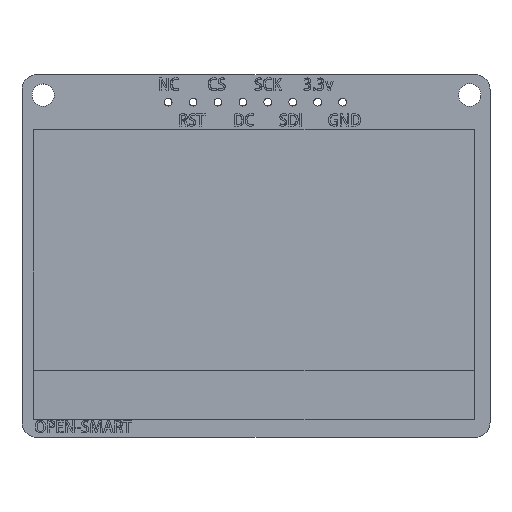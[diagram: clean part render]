
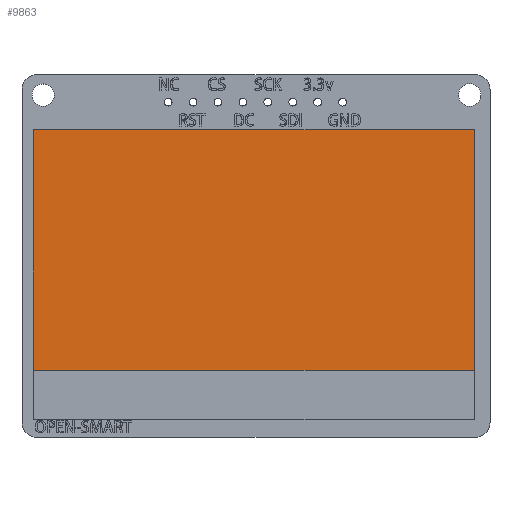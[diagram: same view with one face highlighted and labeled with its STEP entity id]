
A CAD part, top view. The second image highlights one B-rep face of the part: STEP entity #9863.
In plain terms, the highlighted planar face has unit normal (0, 0, 1).
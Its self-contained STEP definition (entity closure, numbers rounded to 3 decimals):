
#923 = CARTESIAN_POINT ( 'NONE',  ( 5.725, 246.022, 3.4 ) ) ;
#2308 = VECTOR ( 'NONE', #19386, 1000. ) ;
#2395 = ORIENTED_EDGE ( 'NONE', *, *, #20419, .F. ) ;
#3178 = VERTEX_POINT ( 'NONE', #7408 ) ;
#3416 = EDGE_CURVE ( 'NONE', #4022, #3178, #5511, .T. ) ;
#3752 = PLANE ( 'NONE',  #13600 ) ;
#4022 = VERTEX_POINT ( 'NONE', #23886 ) ;
#4237 = EDGE_CURVE ( 'NONE', #3178, #20697, #18894, .T. ) ;
#4444 = VECTOR ( 'NONE', #15685, 1000. ) ;
#4754 = DIRECTION ( 'NONE',  ( -1., 0., 0. ) ) ;
#4897 = VERTEX_POINT ( 'NONE', #16195 ) ;
#5511 = LINE ( 'NONE', #11404, #2308 ) ;
#5673 = CARTESIAN_POINT ( 'NONE',  ( 5.725, 221.507, 3.4 ) ) ;
#5870 = CARTESIAN_POINT ( 'NONE',  ( 5.725, 246.022, 3.4 ) ) ;
#7408 = CARTESIAN_POINT ( 'NONE',  ( 50.677, 246.022, 3.4 ) ) ;
#7495 = LINE ( 'NONE', #5673, #15523 ) ;
#7511 = ORIENTED_EDGE ( 'NONE', *, *, #3416, .T. ) ;
#8732 = EDGE_CURVE ( 'NONE', #20697, #4897, #17412, .T. ) ;
#9863 = ADVANCED_FACE ( 'NONE', ( #23533 ), #3752, .T. ) ;
#10882 = ORIENTED_EDGE ( 'NONE', *, *, #4237, .T. ) ;
#11404 = CARTESIAN_POINT ( 'NONE',  ( 50.677, 246.022, 3.4 ) ) ;
#13237 = ORIENTED_EDGE ( 'NONE', *, *, #8732, .T. ) ;
#13600 = AXIS2_PLACEMENT_3D ( 'NONE', #19985, #14505, #22486 ) ;
#13692 = EDGE_LOOP ( 'NONE', ( #2395, #7511, #10882, #13237 ) ) ;
#14013 = VECTOR ( 'NONE', #4754, 1000. ) ;
#14505 = DIRECTION ( 'NONE',  ( 0., 0., 1. ) ) ;
#15523 = VECTOR ( 'NONE', #19287, 1000. ) ;
#15685 = DIRECTION ( 'NONE',  ( 0., -1., 0. ) ) ;
#16195 = CARTESIAN_POINT ( 'NONE',  ( 5.725, 221.507, 3.4 ) ) ;
#17412 = LINE ( 'NONE', #5870, #4444 ) ;
#18894 = LINE ( 'NONE', #923, #14013 ) ;
#19287 = DIRECTION ( 'NONE',  ( -1., 0., 0. ) ) ;
#19386 = DIRECTION ( 'NONE',  ( 0., 1., 0. ) ) ;
#19985 = CARTESIAN_POINT ( 'NONE',  ( 0., 0., 3.4 ) ) ;
#20419 = EDGE_CURVE ( 'NONE', #4022, #4897, #7495, .T. ) ;
#20697 = VERTEX_POINT ( 'NONE', #25305 ) ;
#22486 = DIRECTION ( 'NONE',  ( 1., 0., 0. ) ) ;
#23533 = FACE_OUTER_BOUND ( 'NONE', #13692, .T. ) ;
#23886 = CARTESIAN_POINT ( 'NONE',  ( 50.677, 221.507, 3.4 ) ) ;
#25305 = CARTESIAN_POINT ( 'NONE',  ( 5.725, 246.022, 3.4 ) ) ;
